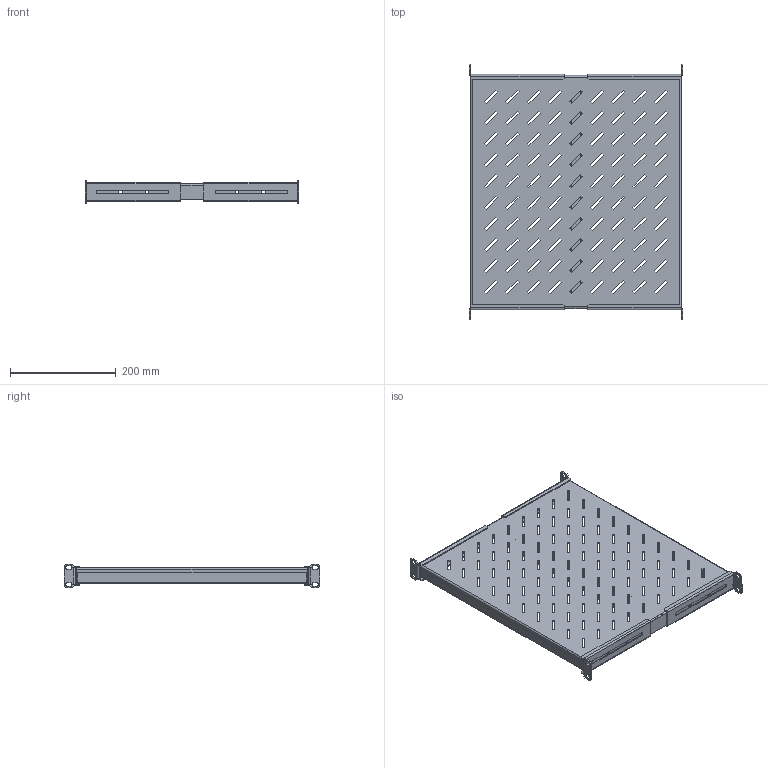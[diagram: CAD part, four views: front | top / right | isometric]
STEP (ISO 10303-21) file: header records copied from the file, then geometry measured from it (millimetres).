
FILE_DESCRIPTION (( 'STEP AP214' ), '1' );
FILE_NAME ('FS05-400MP-R_.STEP', '2022-10-13T09:53:46', ( '' ), ( '' ), 'SwSTEP 2.0', 'SolidWorks 2022', '' );
FILE_SCHEMA (( 'AUTOMOTIVE_DESIGN' ));
Length unit declared in the file: millimetre
Products named in the file (5): АГИЕ 278.02.102 Усиление полки; FS05-400MP-R_; АГИЕ 278.01.002 Кронштейн; АГИЕ 278.02.100 Полка стационарная усиленная_-00 400 черная; АГИЕ 278.02.101 Полка стационарная усиленная_-00 400
Assembly tree (9 placements, depth 3):
  FS05-400MP-R_
    АГИЕ 278.02.100 Полка стационарная усиленная_-00 400 черная
      АГИЕ 278.02.101 Полка стационарная усиленная_-00 400
      АГИЕ 278.02.102 Усиление полки  x3
    АГИЕ 278.01.002 Кронштейн  x4
Bounding box: 404 x 482.6 x 44 mm (x, y, z)
Volume: 586394.5 mm3; surface area: 672496.9 mm2
Topology: 8 solids, 8 shells, 704 faces, 1888 edges, 1200 vertices
Faces by surface type: plane 600, cylinder 96, bspline 8
Entity records: 16679 total; most frequent: CARTESIAN_POINT 3297, ORIENTED_EDGE 2790, DIRECTION 2449, EDGE_CURVE 1395, VECTOR 1309, LINE 1309, VERTEX_POINT 906, EDGE_LOOP 697
